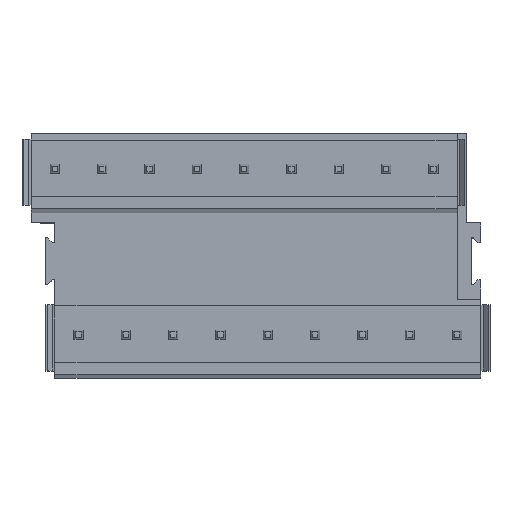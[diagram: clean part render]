
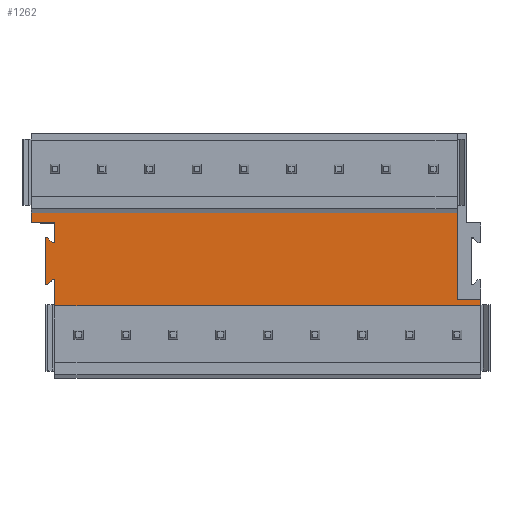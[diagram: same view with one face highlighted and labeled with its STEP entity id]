
A CAD part, top view. The second image highlights one B-rep face of the part: STEP entity #1262.
In plain terms, the highlighted planar face has unit normal (0, 0, 1).
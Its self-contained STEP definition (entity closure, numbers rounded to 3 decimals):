
#731=AXIS2_PLACEMENT_3D('Plane Axis2P3D',#728,#729,#730) ;
#42=CARTESIAN_POINT('Vertex',(3.54,14.6,15.2)) ;
#45=CARTESIAN_POINT('Line Origine',(3.54,15.65,15.2)) ;
#49=CARTESIAN_POINT('Vertex',(3.54,16.7,15.2)) ;
#82=CARTESIAN_POINT('Vertex',(3.54,10.6,15.2)) ;
#85=CARTESIAN_POINT('Line Origine',(3.39,10.6,15.2)) ;
#89=CARTESIAN_POINT('Vertex',(3.24,10.6,15.2)) ;
#116=CARTESIAN_POINT('Line Origine',(3.005,10.35,15.2)) ;
#120=CARTESIAN_POINT('Vertex',(2.77,10.1,15.2)) ;
#147=CARTESIAN_POINT('Line Origine',(2.655,10.1,15.2)) ;
#151=CARTESIAN_POINT('Vertex',(2.54,10.1,15.2)) ;
#178=CARTESIAN_POINT('Line Origine',(2.54,12.6,15.2)) ;
#182=CARTESIAN_POINT('Vertex',(2.54,15.1,15.2)) ;
#209=CARTESIAN_POINT('Line Origine',(2.655,15.1,15.2)) ;
#213=CARTESIAN_POINT('Vertex',(2.77,15.1,15.2)) ;
#240=CARTESIAN_POINT('Line Origine',(3.005,14.85,15.2)) ;
#244=CARTESIAN_POINT('Vertex',(3.24,14.6,15.2)) ;
#271=CARTESIAN_POINT('Line Origine',(3.39,14.6,15.2)) ;
#299=CARTESIAN_POINT('Vertex',(3.54,7.8,15.2)) ;
#327=CARTESIAN_POINT('Vertex',(49.26,7.8,15.2)) ;
#330=CARTESIAN_POINT('Line Origine',(26.4,7.8,15.2)) ;
#728=CARTESIAN_POINT('Axis2P3D Location',(1.,0.4,15.2)) ;
#895=CARTESIAN_POINT('Line Origine',(3.54,9.2,15.2)) ;
#1105=CARTESIAN_POINT('Vertex',(1.,16.7,15.2)) ;
#1108=CARTESIAN_POINT('Line Origine',(1.,17.64,15.2)) ;
#1112=CARTESIAN_POINT('Vertex',(1.,18.58,15.2)) ;
#1213=CARTESIAN_POINT('Line Origine',(47.99,8.5,15.2)) ;
#1217=CARTESIAN_POINT('Vertex',(49.26,8.5,15.2)) ;
#1219=CARTESIAN_POINT('Vertex',(46.72,8.5,15.2)) ;
#1222=CARTESIAN_POINT('Line Origine',(46.72,13.54,15.2)) ;
#1226=CARTESIAN_POINT('Vertex',(46.72,18.58,15.2)) ;
#1229=CARTESIAN_POINT('Line Origine',(23.86,18.58,15.2)) ;
#1234=CARTESIAN_POINT('Line Origine',(2.27,16.7,15.2)) ;
#1239=CARTESIAN_POINT('Line Origine',(49.26,8.15,15.2)) ;
#46=DIRECTION('Vector Direction',(0.,1.,0.)) ;
#86=DIRECTION('Vector Direction',(-1.,0.,0.)) ;
#117=DIRECTION('Vector Direction',(-0.685,-0.729,0.)) ;
#148=DIRECTION('Vector Direction',(-1.,0.,0.)) ;
#179=DIRECTION('Vector Direction',(0.,1.,0.)) ;
#210=DIRECTION('Vector Direction',(1.,0.,0.)) ;
#241=DIRECTION('Vector Direction',(0.685,-0.729,0.)) ;
#272=DIRECTION('Vector Direction',(1.,0.,0.)) ;
#331=DIRECTION('Vector Direction',(1.,0.,0.)) ;
#729=DIRECTION('Axis2P3D Direction',(0.,0.,-1.)) ;
#730=DIRECTION('Axis2P3D XDirection',(0.,1.,0.)) ;
#896=DIRECTION('Vector Direction',(0.,-1.,0.)) ;
#1109=DIRECTION('Vector Direction',(0.,1.,0.)) ;
#1214=DIRECTION('Vector Direction',(-1.,0.,0.)) ;
#1223=DIRECTION('Vector Direction',(0.,-1.,0.)) ;
#1230=DIRECTION('Vector Direction',(1.,0.,0.)) ;
#1235=DIRECTION('Vector Direction',(1.,0.,0.)) ;
#1240=DIRECTION('Vector Direction',(0.,1.,0.)) ;
#47=VECTOR('Line Direction',#46,1.) ;
#87=VECTOR('Line Direction',#86,1.) ;
#118=VECTOR('Line Direction',#117,1.) ;
#149=VECTOR('Line Direction',#148,1.) ;
#180=VECTOR('Line Direction',#179,1.) ;
#211=VECTOR('Line Direction',#210,1.) ;
#242=VECTOR('Line Direction',#241,1.) ;
#273=VECTOR('Line Direction',#272,1.) ;
#332=VECTOR('Line Direction',#331,1.) ;
#897=VECTOR('Line Direction',#896,1.) ;
#1110=VECTOR('Line Direction',#1109,1.) ;
#1215=VECTOR('Line Direction',#1214,1.) ;
#1224=VECTOR('Line Direction',#1223,1.) ;
#1231=VECTOR('Line Direction',#1230,1.) ;
#1236=VECTOR('Line Direction',#1235,1.) ;
#1241=VECTOR('Line Direction',#1240,1.) ;
#1245=ORIENTED_EDGE('',*,*,#1221,.T.) ;
#1246=ORIENTED_EDGE('',*,*,#1228,.F.) ;
#1247=ORIENTED_EDGE('',*,*,#1233,.F.) ;
#1248=ORIENTED_EDGE('',*,*,#1114,.F.) ;
#1249=ORIENTED_EDGE('',*,*,#1238,.T.) ;
#1250=ORIENTED_EDGE('',*,*,#51,.F.) ;
#1251=ORIENTED_EDGE('',*,*,#275,.F.) ;
#1252=ORIENTED_EDGE('',*,*,#246,.F.) ;
#1253=ORIENTED_EDGE('',*,*,#215,.F.) ;
#1254=ORIENTED_EDGE('',*,*,#184,.F.) ;
#1255=ORIENTED_EDGE('',*,*,#153,.F.) ;
#1256=ORIENTED_EDGE('',*,*,#122,.F.) ;
#1257=ORIENTED_EDGE('',*,*,#91,.F.) ;
#1258=ORIENTED_EDGE('',*,*,#899,.T.) ;
#1259=ORIENTED_EDGE('',*,*,#334,.T.) ;
#1260=ORIENTED_EDGE('',*,*,#1243,.T.) ;
#1262=ADVANCED_FACE('Housing',(#1261),#732,.F.) ;
#51=EDGE_CURVE('',#43,#50,#48,.T.) ;
#91=EDGE_CURVE('',#83,#90,#88,.T.) ;
#122=EDGE_CURVE('',#90,#121,#119,.T.) ;
#153=EDGE_CURVE('',#121,#152,#150,.T.) ;
#184=EDGE_CURVE('',#152,#183,#181,.T.) ;
#215=EDGE_CURVE('',#183,#214,#212,.T.) ;
#246=EDGE_CURVE('',#214,#245,#243,.T.) ;
#275=EDGE_CURVE('',#245,#43,#274,.T.) ;
#334=EDGE_CURVE('',#300,#328,#333,.T.) ;
#899=EDGE_CURVE('',#83,#300,#898,.T.) ;
#1114=EDGE_CURVE('',#1106,#1113,#1111,.T.) ;
#1221=EDGE_CURVE('',#1218,#1220,#1216,.T.) ;
#1228=EDGE_CURVE('',#1227,#1220,#1225,.T.) ;
#1233=EDGE_CURVE('',#1113,#1227,#1232,.T.) ;
#1238=EDGE_CURVE('',#1106,#50,#1237,.T.) ;
#1243=EDGE_CURVE('',#328,#1218,#1242,.T.) ;
#1244=EDGE_LOOP('',(#1245,#1246,#1247,#1248,#1249,#1250,#1251,#1252,#1253,#1254,#1255,#1256,#1257,#1258,#1259,#1260)) ;
#1261=FACE_OUTER_BOUND('',#1244,.T.) ;
#48=LINE('Line',#45,#47) ;
#88=LINE('Line',#85,#87) ;
#119=LINE('Line',#116,#118) ;
#150=LINE('Line',#147,#149) ;
#181=LINE('Line',#178,#180) ;
#212=LINE('Line',#209,#211) ;
#243=LINE('Line',#240,#242) ;
#274=LINE('Line',#271,#273) ;
#333=LINE('Line',#330,#332) ;
#898=LINE('Line',#895,#897) ;
#1111=LINE('Line',#1108,#1110) ;
#1216=LINE('Line',#1213,#1215) ;
#1225=LINE('Line',#1222,#1224) ;
#1232=LINE('Line',#1229,#1231) ;
#1237=LINE('Line',#1234,#1236) ;
#1242=LINE('Line',#1239,#1241) ;
#732=PLANE('',#731) ;
#43=VERTEX_POINT('',#42) ;
#50=VERTEX_POINT('',#49) ;
#83=VERTEX_POINT('',#82) ;
#90=VERTEX_POINT('',#89) ;
#121=VERTEX_POINT('',#120) ;
#152=VERTEX_POINT('',#151) ;
#183=VERTEX_POINT('',#182) ;
#214=VERTEX_POINT('',#213) ;
#245=VERTEX_POINT('',#244) ;
#300=VERTEX_POINT('',#299) ;
#328=VERTEX_POINT('',#327) ;
#1106=VERTEX_POINT('',#1105) ;
#1113=VERTEX_POINT('',#1112) ;
#1218=VERTEX_POINT('',#1217) ;
#1220=VERTEX_POINT('',#1219) ;
#1227=VERTEX_POINT('',#1226) ;
